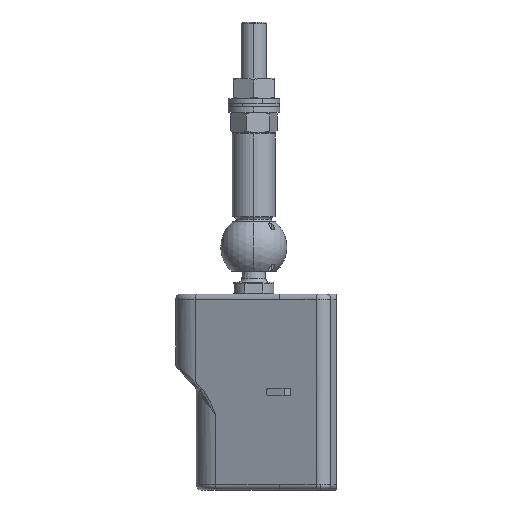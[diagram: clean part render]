
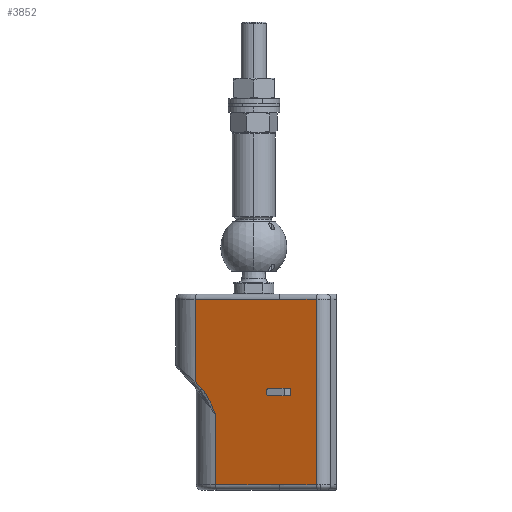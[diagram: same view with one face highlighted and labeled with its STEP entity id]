
A CAD part, left-side view. The second image highlights one B-rep face of the part: STEP entity #3852.
In plain terms, the highlighted planar face has unit normal (-0.927, 0.375, 0).
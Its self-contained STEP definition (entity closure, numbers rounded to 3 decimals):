
#130 = EDGE_CURVE ( 'NONE', #8187, #8659, #4370, .T. ) ;
#153 = LINE ( 'NONE', #2357, #7602 ) ;
#168 = PLANE ( 'NONE',  #4773 ) ;
#370 = DIRECTION ( 'NONE',  ( 0.375, 0.927, 0. ) ) ;
#375 = AXIS2_PLACEMENT_3D ( 'NONE', #8677, #4538, #370 ) ;
#381 = VERTEX_POINT ( 'NONE', #4255 ) ;
#431 = DIRECTION ( 'NONE',  ( 0.375, 0.927, 0. ) ) ;
#496 = CARTESIAN_POINT ( 'NONE',  ( -29.837, 2.384, -19.05 ) ) ;
#661 = LINE ( 'NONE', #707, #2540 ) ;
#707 = CARTESIAN_POINT ( 'NONE',  ( -31.448, -1.603, -36.265 ) ) ;
#887 = VERTEX_POINT ( 'NONE', #6357 ) ;
#903 = DIRECTION ( 'NONE',  ( -0.927, 0.375, 0. ) ) ;
#924 = CARTESIAN_POINT ( 'NONE',  ( -25.436, 13.277, -21.176 ) ) ;
#1014 = EDGE_CURVE ( 'NONE', #2345, #381, #661, .T. ) ;
#1015 = CARTESIAN_POINT ( 'NONE',  ( -30.8, 0., -37. ) ) ;
#1038 = ORIENTED_EDGE ( 'NONE', *, *, #4466, .T. ) ;
#1053 = CARTESIAN_POINT ( 'NONE',  ( -30.099, 1.735, -19.75 ) ) ;
#1230 = LINE ( 'NONE', #4006, #5593 ) ;
#1239 = LINE ( 'NONE', #8351, #6081 ) ;
#1270 = EDGE_CURVE ( 'NONE', #1884, #887, #1239, .T. ) ;
#1409 = CARTESIAN_POINT ( 'NONE',  ( -30.099, 1.735, -19.75 ) ) ;
#1460 = CARTESIAN_POINT ( 'NONE',  ( -30.8, 0., -37. ) ) ;
#1502 = CARTESIAN_POINT ( 'NONE',  ( -30.8, 0., -37. ) ) ;
#1542 = VECTOR ( 'NONE', #3152, 1000. ) ;
#1553 = EDGE_CURVE ( 'NONE', #6383, #2907, #1230, .T. ) ;
#1592 = CARTESIAN_POINT ( 'NONE',  ( -30.8, 0., -38. ) ) ;
#1617 = DIRECTION ( 'NONE',  ( 0., 0., -1. ) ) ;
#1682 = CARTESIAN_POINT ( 'NONE',  ( -31.71, -2.252, -18.25 ) ) ;
#1828 = DIRECTION ( 'NONE',  ( -0.375, -0.927, 0. ) ) ;
#1884 = VERTEX_POINT ( 'NONE', #1682 ) ;
#1972 = DIRECTION ( 'NONE',  ( 0., 0., -1. ) ) ;
#2025 = EDGE_CURVE ( 'NONE', #7678, #3701, #4785, .T. ) ;
#2059 = EDGE_LOOP ( 'NONE', ( #4309, #5493, #3389, #5007, #5021, #7645 ) ) ;
#2110 = VECTOR ( 'NONE', #1828, 1000. ) ;
#2150 = CARTESIAN_POINT ( 'NONE',  ( -30.8, 0., -1. ) ) ;
#2237 = FACE_OUTER_BOUND ( 'NONE', #3387, .T. ) ;
#2330 = DIRECTION ( 'NONE',  ( 0., 0., 1. ) ) ;
#2338 = ORIENTED_EDGE ( 'NONE', *, *, #1014, .T. ) ;
#2345 = VERTEX_POINT ( 'NONE', #3324 ) ;
#2357 = CARTESIAN_POINT ( 'NONE',  ( -31.71, -2.252, -19.75 ) ) ;
#2395 = CARTESIAN_POINT ( 'NONE',  ( -24.964, 14.444, -19.095 ) ) ;
#2398 = CARTESIAN_POINT ( 'NONE',  ( -33.695, -7.166, -37. ) ) ;
#2449 = CARTESIAN_POINT ( 'NONE',  ( -24.721, 15.046, -18.368 ) ) ;
#2529 = LINE ( 'NONE', #1015, #2110 ) ;
#2540 = VECTOR ( 'NONE', #6242, 1000. ) ;
#2720 = VECTOR ( 'NONE', #2796, 1000. ) ;
#2733 = VECTOR ( 'NONE', #7875, 1000. ) ;
#2796 = DIRECTION ( 'NONE',  ( -0.375, -0.927, 0. ) ) ;
#2907 = VERTEX_POINT ( 'NONE', #3885 ) ;
#2937 = ORIENTED_EDGE ( 'NONE', *, *, #5530, .T. ) ;
#3089 = CARTESIAN_POINT ( 'NONE',  ( -25.63, 12.797, -22.28 ) ) ;
#3152 = DIRECTION ( 'NONE',  ( 0., 0., -1. ) ) ;
#3189 = ORIENTED_EDGE ( 'NONE', *, *, #3245, .T. ) ;
#3245 = EDGE_CURVE ( 'NONE', #9011, #5619, #8758, .T. ) ;
#3246 = EDGE_CURVE ( 'NONE', #381, #9011, #4834, .T. ) ;
#3324 = CARTESIAN_POINT ( 'NONE',  ( -24.195, 16.348, -16.968 ) ) ;
#3387 = EDGE_LOOP ( 'NONE', ( #2937, #5875, #8145, #2338, #3909, #3189, #6950, #1038, #6434 ) ) ;
#3389 = ORIENTED_EDGE ( 'NONE', *, *, #4895, .F. ) ;
#3672 = AXIS2_PLACEMENT_3D ( 'NONE', #5345, #8708, #8752 ) ;
#3701 = VERTEX_POINT ( 'NONE', #4661 ) ;
#3740 = CARTESIAN_POINT ( 'NONE',  ( -24.851, 14.723, -18.715 ) ) ;
#3749 = LINE ( 'NONE', #4403, #4505 ) ;
#3852 = ADVANCED_FACE ( 'NONE', ( #2237, #8652 ), #168, .T. ) ;
#3885 = CARTESIAN_POINT ( 'NONE',  ( -33.695, -7.166, -1. ) ) ;
#3909 = ORIENTED_EDGE ( 'NONE', *, *, #3246, .T. ) ;
#4006 = CARTESIAN_POINT ( 'NONE',  ( -33.695, -7.166, -76.525 ) ) ;
#4134 = CARTESIAN_POINT ( 'NONE',  ( -29.837, 2.384, -19.05 ) ) ;
#4255 = CARTESIAN_POINT ( 'NONE',  ( -24.721, 15.046, -18.368 ) ) ;
#4309 = ORIENTED_EDGE ( 'NONE', *, *, #1270, .F. ) ;
#4370 = CIRCLE ( 'NONE', #375, 0.7 ) ;
#4399 = DIRECTION ( 'NONE',  ( 0., 0., 1. ) ) ;
#4403 = CARTESIAN_POINT ( 'NONE',  ( -30.8, 0., -1. ) ) ;
#4466 = EDGE_CURVE ( 'NONE', #8919, #6383, #2529, .T. ) ;
#4485 = CARTESIAN_POINT ( 'NONE',  ( -25.17, 13.935, -19.895 ) ) ;
#4505 = VECTOR ( 'NONE', #7214, 1000. ) ;
#4507 = LINE ( 'NONE', #6622, #1542 ) ;
#4538 = DIRECTION ( 'NONE',  ( -0.927, 0.375, 0. ) ) ;
#4557 = CARTESIAN_POINT ( 'NONE',  ( -25.811, 12.348, -23.399 ) ) ;
#4558 = CIRCLE ( 'NONE', #3672, 0.7 ) ;
#4661 = CARTESIAN_POINT ( 'NONE',  ( -24.195, 16.348, -1. ) ) ;
#4694 = VERTEX_POINT ( 'NONE', #8479 ) ;
#4698 = CARTESIAN_POINT ( 'NONE',  ( -30.8, 0., -1. ) ) ;
#4773 = AXIS2_PLACEMENT_3D ( 'NONE', #1592, #903, #2330 ) ;
#4785 = LINE ( 'NONE', #4698, #8314 ) ;
#4834 = B_SPLINE_CURVE_WITH_KNOTS ( 'NONE', 3,
 ( #2449, #3740, #2395, #4485, #7383, #924, #6002, #3089, #8123, #5913, #8715, #8080 ),
 .UNSPECIFIED., .F., .F.,
 ( 4, 2, 2, 2, 2, 4 ),
 ( 0., 0.001, 0.003, 0.004, 0.005, 0.006 ),
 .UNSPECIFIED. ) ;
#4895 = EDGE_CURVE ( 'NONE', #8659, #7824, #7046, .T. ) ;
#5007 = ORIENTED_EDGE ( 'NONE', *, *, #130, .F. ) ;
#5021 = ORIENTED_EDGE ( 'NONE', *, *, #6524, .F. ) ;
#5132 = EDGE_CURVE ( 'NONE', #3701, #2345, #4507, .T. ) ;
#5345 = CARTESIAN_POINT ( 'NONE',  ( -30.099, 1.735, -18.95 ) ) ;
#5493 = ORIENTED_EDGE ( 'NONE', *, *, #7448, .F. ) ;
#5530 = EDGE_CURVE ( 'NONE', #2907, #7678, #3749, .T. ) ;
#5593 = VECTOR ( 'NONE', #6866, 1000. ) ;
#5619 = VERTEX_POINT ( 'NONE', #7531 ) ;
#5634 = LINE ( 'NONE', #496, #8896 ) ;
#5875 = ORIENTED_EDGE ( 'NONE', *, *, #2025, .T. ) ;
#5913 = CARTESIAN_POINT ( 'NONE',  ( -25.74, 12.524, -22.95 ) ) ;
#6002 = CARTESIAN_POINT ( 'NONE',  ( -25.515, 13.08, -21.614 ) ) ;
#6081 = VECTOR ( 'NONE', #7615, 1000. ) ;
#6242 = DIRECTION ( 'NONE',  ( -0.265, -0.657, -0.706 ) ) ;
#6357 = CARTESIAN_POINT ( 'NONE',  ( -30.099, 1.735, -18.25 ) ) ;
#6383 = VERTEX_POINT ( 'NONE', #2398 ) ;
#6434 = ORIENTED_EDGE ( 'NONE', *, *, #1553, .T. ) ;
#6524 = EDGE_CURVE ( 'NONE', #4694, #8187, #5634, .T. ) ;
#6622 = CARTESIAN_POINT ( 'NONE',  ( -24.195, 16.348, -38. ) ) ;
#6866 = DIRECTION ( 'NONE',  ( 0., 0., 1. ) ) ;
#6950 = ORIENTED_EDGE ( 'NONE', *, *, #7802, .T. ) ;
#7046 = LINE ( 'NONE', #1409, #2720 ) ;
#7141 = LINE ( 'NONE', #1502, #2733 ) ;
#7214 = DIRECTION ( 'NONE',  ( 0.375, 0.927, 0. ) ) ;
#7295 = CARTESIAN_POINT ( 'NONE',  ( -25.811, 12.348, -38. ) ) ;
#7383 = CARTESIAN_POINT ( 'NONE',  ( -25.263, 13.705, -20.315 ) ) ;
#7448 = EDGE_CURVE ( 'NONE', #7824, #1884, #153, .T. ) ;
#7531 = CARTESIAN_POINT ( 'NONE',  ( -25.811, 12.348, -37. ) ) ;
#7602 = VECTOR ( 'NONE', #4399, 1000. ) ;
#7615 = DIRECTION ( 'NONE',  ( 0.375, 0.927, 0. ) ) ;
#7645 = ORIENTED_EDGE ( 'NONE', *, *, #8714, .F. ) ;
#7678 = VERTEX_POINT ( 'NONE', #2150 ) ;
#7802 = EDGE_CURVE ( 'NONE', #5619, #8919, #7141, .T. ) ;
#7824 = VERTEX_POINT ( 'NONE', #8426 ) ;
#7875 = DIRECTION ( 'NONE',  ( -0.375, -0.927, 0. ) ) ;
#8080 = CARTESIAN_POINT ( 'NONE',  ( -25.811, 12.348, -23.399 ) ) ;
#8123 = CARTESIAN_POINT ( 'NONE',  ( -25.667, 12.705, -22.503 ) ) ;
#8145 = ORIENTED_EDGE ( 'NONE', *, *, #5132, .T. ) ;
#8187 = VERTEX_POINT ( 'NONE', #4134 ) ;
#8314 = VECTOR ( 'NONE', #431, 1000. ) ;
#8351 = CARTESIAN_POINT ( 'NONE',  ( -30.099, 1.735, -18.25 ) ) ;
#8426 = CARTESIAN_POINT ( 'NONE',  ( -31.71, -2.252, -19.75 ) ) ;
#8479 = CARTESIAN_POINT ( 'NONE',  ( -29.837, 2.384, -18.95 ) ) ;
#8652 = FACE_BOUND ( 'NONE', #2059, .T. ) ;
#8659 = VERTEX_POINT ( 'NONE', #1053 ) ;
#8677 = CARTESIAN_POINT ( 'NONE',  ( -30.099, 1.735, -19.05 ) ) ;
#8708 = DIRECTION ( 'NONE',  ( -0.927, 0.375, 0. ) ) ;
#8714 = EDGE_CURVE ( 'NONE', #887, #4694, #4558, .T. ) ;
#8715 = CARTESIAN_POINT ( 'NONE',  ( -25.776, 12.435, -23.176 ) ) ;
#8752 = DIRECTION ( 'NONE',  ( -0.375, -0.927, 0. ) ) ;
#8758 = LINE ( 'NONE', #7295, #8872 ) ;
#8872 = VECTOR ( 'NONE', #1617, 1000. ) ;
#8896 = VECTOR ( 'NONE', #1972, 1000. ) ;
#8919 = VERTEX_POINT ( 'NONE', #1460 ) ;
#9011 = VERTEX_POINT ( 'NONE', #4557 ) ;
